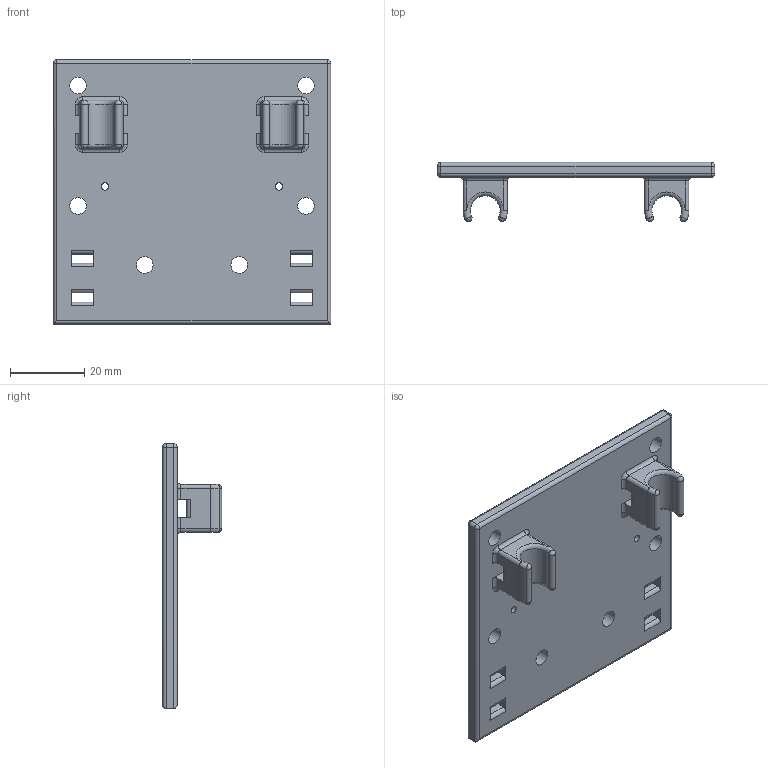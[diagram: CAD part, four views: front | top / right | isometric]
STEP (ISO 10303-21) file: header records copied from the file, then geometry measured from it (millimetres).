
FILE_DESCRIPTION(/* description */ (''),/* implementation_level */ '2;1');
FILE_NAME(/* name */ 'Voltage Reg Mount v17.step',/* time_stamp */ '2024-10-17T06:33:09+02:00',/* author */ (''),/* organization */ (''),/* preprocessor_version */ 'ST-DEVELOPER v20',/* originating_system */ 'Autodesk Translation Framework v13.20.0.188',/* authorisation */ '');
FILE_SCHEMA (('AUTOMOTIVE_DESIGN { 1 0 10303 214 3 1 1 }'));
Length unit declared in the file: millimetre
Products named in the file (1): Voltage Reg Mount
Bounding box: 75 x 16 x 71.5 mm (x, y, z)
Volume: 22755.9 mm3; surface area: 13428.3 mm2
Topology: 1 solids, 1 shells, 132 faces, 340 edges, 208 vertices
Faces by surface type: cylinder 70, plane 38, sphere 12, torus 12
Full cylindrical faces by diameter (mm): 2 x4, 4.5 x6
Entity records: 4096 total; most frequent: DIRECTION 766, CARTESIAN_POINT 677, ORIENTED_EDGE 672, EDGE_CURVE 336, AXIS2_PLACEMENT_3D 297, VERTEX_POINT 208, LINE 172, VECTOR 172
